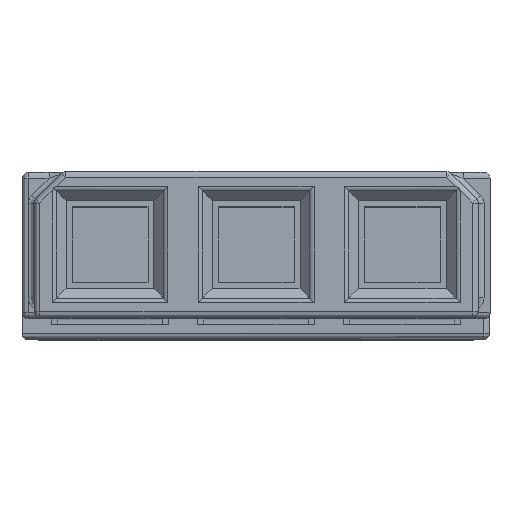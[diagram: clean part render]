
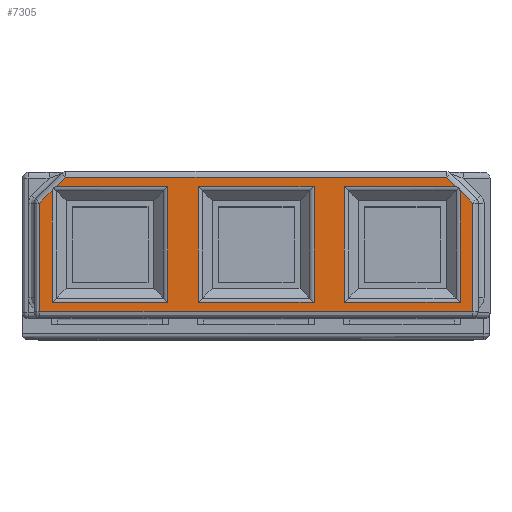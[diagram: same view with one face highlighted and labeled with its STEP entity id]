
A CAD part, top view. The second image highlights one B-rep face of the part: STEP entity #7305.
In plain terms, the highlighted planar face has unit normal (0, 0, 1).
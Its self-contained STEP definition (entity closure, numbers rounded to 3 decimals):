
#272=FACE_BOUND('',#1055,.T.);
#634=FACE_OUTER_BOUND('',#1054,.T.);
#1054=EDGE_LOOP('',(#5631,#5632,#5633,#5634,#5635,#5636,#5637,#5638,#5639,
#5640,#5641,#5642,#5643,#5644,#5645,#5646));
#1055=EDGE_LOOP('',(#5647,#5648,#5649,#5650));
#1798=LINE('',#11496,#2592);
#1799=LINE('',#11498,#2593);
#1800=LINE('',#11500,#2594);
#1801=LINE('',#11502,#2595);
#1802=LINE('',#11504,#2596);
#1803=LINE('',#11506,#2597);
#1804=LINE('',#11508,#2598);
#1805=LINE('',#11510,#2599);
#1806=LINE('',#11512,#2600);
#1807=LINE('',#11514,#2601);
#1808=LINE('',#11516,#2602);
#1809=LINE('',#11518,#2603);
#1810=LINE('',#11520,#2604);
#1811=LINE('',#11522,#2605);
#1812=LINE('',#11524,#2606);
#1813=LINE('',#11525,#2607);
#1814=LINE('',#11528,#2608);
#1815=LINE('',#11530,#2609);
#1816=LINE('',#11532,#2610);
#1817=LINE('',#11533,#2611);
#2592=VECTOR('',#9331,1000.);
#2593=VECTOR('',#9332,1000.);
#2594=VECTOR('',#9333,1000.);
#2595=VECTOR('',#9334,1000.);
#2596=VECTOR('',#9335,1000.);
#2597=VECTOR('',#9336,1000.);
#2598=VECTOR('',#9337,1000.);
#2599=VECTOR('',#9338,1000.);
#2600=VECTOR('',#9339,1000.);
#2601=VECTOR('',#9340,1000.);
#2602=VECTOR('',#9341,1000.);
#2603=VECTOR('',#9342,1000.);
#2604=VECTOR('',#9343,1000.);
#2605=VECTOR('',#9344,1000.);
#2606=VECTOR('',#9345,1000.);
#2607=VECTOR('',#9346,1000.);
#2608=VECTOR('',#9347,1000.);
#2609=VECTOR('',#9348,1000.);
#2610=VECTOR('',#9349,1000.);
#2611=VECTOR('',#9350,1000.);
#3271=VERTEX_POINT('',#11494);
#3272=VERTEX_POINT('',#11495);
#3273=VERTEX_POINT('',#11497);
#3274=VERTEX_POINT('',#11499);
#3275=VERTEX_POINT('',#11501);
#3276=VERTEX_POINT('',#11503);
#3277=VERTEX_POINT('',#11505);
#3278=VERTEX_POINT('',#11507);
#3279=VERTEX_POINT('',#11509);
#3280=VERTEX_POINT('',#11511);
#3281=VERTEX_POINT('',#11513);
#3282=VERTEX_POINT('',#11515);
#3283=VERTEX_POINT('',#11517);
#3284=VERTEX_POINT('',#11519);
#3285=VERTEX_POINT('',#11521);
#3286=VERTEX_POINT('',#11523);
#3287=VERTEX_POINT('',#11526);
#3288=VERTEX_POINT('',#11527);
#3289=VERTEX_POINT('',#11529);
#3290=VERTEX_POINT('',#11531);
#4096=EDGE_CURVE('',#3271,#3272,#1798,.T.);
#4097=EDGE_CURVE('',#3272,#3273,#1799,.T.);
#4098=EDGE_CURVE('',#3273,#3274,#1800,.T.);
#4099=EDGE_CURVE('',#3274,#3275,#1801,.T.);
#4100=EDGE_CURVE('',#3275,#3276,#1802,.T.);
#4101=EDGE_CURVE('',#3276,#3277,#1803,.T.);
#4102=EDGE_CURVE('',#3277,#3278,#1804,.T.);
#4103=EDGE_CURVE('',#3278,#3279,#1805,.T.);
#4104=EDGE_CURVE('',#3279,#3280,#1806,.T.);
#4105=EDGE_CURVE('',#3280,#3281,#1807,.T.);
#4106=EDGE_CURVE('',#3281,#3282,#1808,.T.);
#4107=EDGE_CURVE('',#3282,#3283,#1809,.T.);
#4108=EDGE_CURVE('',#3283,#3284,#1810,.T.);
#4109=EDGE_CURVE('',#3284,#3285,#1811,.T.);
#4110=EDGE_CURVE('',#3285,#3286,#1812,.T.);
#4111=EDGE_CURVE('',#3286,#3271,#1813,.T.);
#4112=EDGE_CURVE('',#3287,#3288,#1814,.T.);
#4113=EDGE_CURVE('',#3288,#3289,#1815,.T.);
#4114=EDGE_CURVE('',#3289,#3290,#1816,.T.);
#4115=EDGE_CURVE('',#3290,#3287,#1817,.T.);
#5631=ORIENTED_EDGE('',*,*,#4096,.T.);
#5632=ORIENTED_EDGE('',*,*,#4097,.T.);
#5633=ORIENTED_EDGE('',*,*,#4098,.T.);
#5634=ORIENTED_EDGE('',*,*,#4099,.T.);
#5635=ORIENTED_EDGE('',*,*,#4100,.T.);
#5636=ORIENTED_EDGE('',*,*,#4101,.T.);
#5637=ORIENTED_EDGE('',*,*,#4102,.T.);
#5638=ORIENTED_EDGE('',*,*,#4103,.T.);
#5639=ORIENTED_EDGE('',*,*,#4104,.T.);
#5640=ORIENTED_EDGE('',*,*,#4105,.T.);
#5641=ORIENTED_EDGE('',*,*,#4106,.T.);
#5642=ORIENTED_EDGE('',*,*,#4107,.T.);
#5643=ORIENTED_EDGE('',*,*,#4108,.T.);
#5644=ORIENTED_EDGE('',*,*,#4109,.T.);
#5645=ORIENTED_EDGE('',*,*,#4110,.T.);
#5646=ORIENTED_EDGE('',*,*,#4111,.T.);
#5647=ORIENTED_EDGE('',*,*,#4112,.T.);
#5648=ORIENTED_EDGE('',*,*,#4113,.T.);
#5649=ORIENTED_EDGE('',*,*,#4114,.T.);
#5650=ORIENTED_EDGE('',*,*,#4115,.T.);
#6563=PLANE('',#7833);
#7305=ADVANCED_FACE('',(#634,#272),#6563,.F.);
#7833=AXIS2_PLACEMENT_3D('',#11493,#9329,#9330);
#9329=DIRECTION('center_axis',(0.,0.,
-1.));
#9330=DIRECTION('ref_axis',(-1.,0.,0.));
#9331=DIRECTION('',(-0.707,-0.707,0.));
#9332=DIRECTION('',(1.,0.,0.));
#9333=DIRECTION('',(0.,-1.,0.));
#9334=DIRECTION('',(-1.,0.,0.));
#9335=DIRECTION('',(0.,1.,0.));
#9336=DIRECTION('',(-0.707,-0.707,0.));
#9337=DIRECTION('',(0.,-1.,0.));
#9338=DIRECTION('',(1.,0.,0.));
#9339=DIRECTION('',(0.,1.,0.));
#9340=DIRECTION('',(-0.707,0.707,0.));
#9341=DIRECTION('',(0.,-1.,0.));
#9342=DIRECTION('',(-1.,0.,0.));
#9343=DIRECTION('',(0.,1.,0.));
#9344=DIRECTION('',(1.,0.,0.));
#9345=DIRECTION('',(-0.707,0.707,0.));
#9346=DIRECTION('',(-1.,0.,0.));
#9347=DIRECTION('',(-1.,0.,0.));
#9348=DIRECTION('',(0.,1.,0.));
#9349=DIRECTION('',(1.,0.,0.));
#9350=DIRECTION('',(0.,-1.,0.));
#11493=CARTESIAN_POINT('Origin',(-39.702,12.209,128.007));
#11494=CARTESIAN_POINT('',(-39.161,12.109,128.007));
#11495=CARTESIAN_POINT('',(-39.319,11.951,128.007));
#11496=CARTESIAN_POINT('',(-39.631,11.638,128.007));
#11497=CARTESIAN_POINT('',(-37.411,11.951,128.007));
#11498=CARTESIAN_POINT('',(-37.452,11.951,128.007));
#11499=CARTESIAN_POINT('',(-37.411,9.968,128.007));
#11500=CARTESIAN_POINT('',(-37.411,10.009,128.007));
#11501=CARTESIAN_POINT('',(-39.394,9.968,128.007));
#11502=CARTESIAN_POINT('',(-39.352,9.968,128.007));
#11503=CARTESIAN_POINT('',(-39.394,11.876,128.007));
#11504=CARTESIAN_POINT('',(-39.394,11.909,128.007));
#11505=CARTESIAN_POINT('',(-39.602,11.668,128.007));
#11506=CARTESIAN_POINT('',(-39.631,11.638,128.007));
#11507=CARTESIAN_POINT('',(-39.602,9.809,128.007));
#11508=CARTESIAN_POINT('',(-39.602,12.209,128.007));
#11509=CARTESIAN_POINT('',(-32.202,9.809,128.007));
#11510=CARTESIAN_POINT('',(-39.702,9.809,128.007));
#11511=CARTESIAN_POINT('',(-32.202,11.668,128.007));
#11512=CARTESIAN_POINT('',(-32.202,12.209,128.007));
#11513=CARTESIAN_POINT('',(-32.411,11.876,128.007));
#11514=CARTESIAN_POINT('',(-32.673,12.138,128.007));
#11515=CARTESIAN_POINT('',(-32.411,9.968,128.007));
#11516=CARTESIAN_POINT('',(-32.411,10.009,128.007));
#11517=CARTESIAN_POINT('',(-34.394,9.968,128.007));
#11518=CARTESIAN_POINT('',(-34.352,9.968,128.007));
#11519=CARTESIAN_POINT('',(-34.394,11.951,128.007));
#11520=CARTESIAN_POINT('',(-34.394,11.909,128.007));
#11521=CARTESIAN_POINT('',(-32.485,11.951,128.007));
#11522=CARTESIAN_POINT('',(-32.452,11.951,128.007));
#11523=CARTESIAN_POINT('',(-32.644,12.109,128.007));
#11524=CARTESIAN_POINT('',(-32.673,12.138,128.007));
#11525=CARTESIAN_POINT('',(-39.202,12.109,128.007));
#11526=CARTESIAN_POINT('',(-34.911,9.968,128.007));
#11527=CARTESIAN_POINT('',(-36.894,9.968,128.007));
#11528=CARTESIAN_POINT('',(-36.852,9.968,128.007));
#11529=CARTESIAN_POINT('',(-36.894,11.951,128.007));
#11530=CARTESIAN_POINT('',(-36.894,11.909,128.007));
#11531=CARTESIAN_POINT('',(-34.911,11.951,128.007));
#11532=CARTESIAN_POINT('',(-34.952,11.951,128.007));
#11533=CARTESIAN_POINT('',(-34.911,10.009,128.007));
